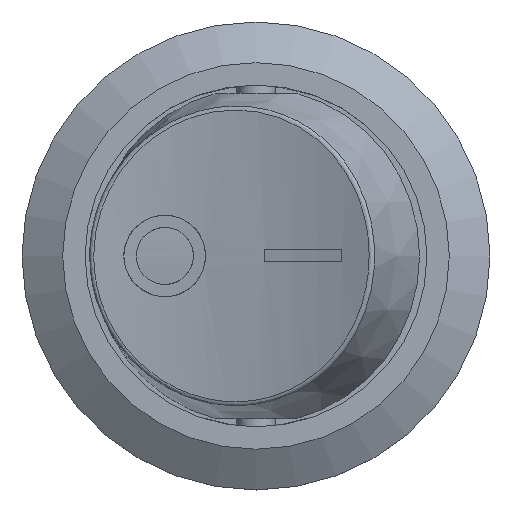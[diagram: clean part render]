
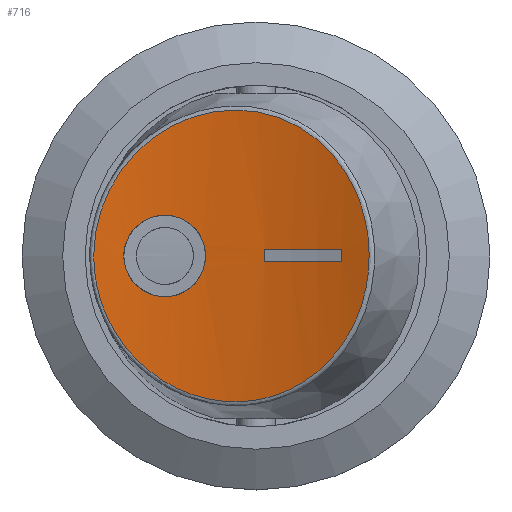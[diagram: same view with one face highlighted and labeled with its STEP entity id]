
A CAD part, top view. The second image highlights one B-rep face of the part: STEP entity #716.
In plain terms, the highlighted cylindrical face has radius 28.84 mm (diameter 57.68 mm), a partial arc.
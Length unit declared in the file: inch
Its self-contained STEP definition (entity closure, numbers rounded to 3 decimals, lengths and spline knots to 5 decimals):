
#325=CARTESIAN_POINT('',(-0.25566,0.,0.66785));
#326=VERTEX_POINT('',#325);
#459=CARTESIAN_POINT('',(-0.25562,0.0,0.66766));
#460=CARTESIAN_POINT('',(-0.25562,0.00989,0.66766));
#461=CARTESIAN_POINT('',(-0.2536,0.02042,0.66772));
#462=CARTESIAN_POINT('',(-0.24547,0.03977,0.66806));
#463=CARTESIAN_POINT('',(-0.23934,0.04859,0.66833));
#464=CARTESIAN_POINT('',(-0.22523,0.06259,0.66913));
#465=CARTESIAN_POINT('',(-0.21626,0.06867,0.6697));
#466=CARTESIAN_POINT('',(-0.19667,0.07675,0.67126));
#467=CARTESIAN_POINT('',(-0.18605,0.07874,0.67224));
#468=CARTESIAN_POINT('',(-0.16623,0.07874,0.67435));
#469=CARTESIAN_POINT('',(-0.15571,0.07678,0.67561));
#470=CARTESIAN_POINT('',(-0.13639,0.06875,0.67818));
#471=CARTESIAN_POINT('',(-0.12758,0.06269,0.67949));
#472=CARTESIAN_POINT('',(-0.11372,0.04869,0.68166));
#473=CARTESIAN_POINT('',(-0.10773,0.03984,0.68267));
#474=CARTESIAN_POINT('',(-0.09979,0.02044,0.68403));
#475=CARTESIAN_POINT('',(-0.09784,0.00989,0.68438));
#476=CARTESIAN_POINT('',(-0.09784,-0.00988,0.68438));
#477=CARTESIAN_POINT('',(-0.09979,-0.02042,0.68403));
#478=CARTESIAN_POINT('',(-0.10771,-0.03981,0.68267));
#479=CARTESIAN_POINT('',(-0.11369,-0.04866,0.68166));
#480=CARTESIAN_POINT('',(-0.12755,-0.06266,0.6795));
#481=CARTESIAN_POINT('',(-0.13636,-0.06874,0.67819));
#482=CARTESIAN_POINT('',(-0.15569,-0.07677,0.67561));
#483=CARTESIAN_POINT('',(-0.16622,-0.07874,0.67435));
#484=CARTESIAN_POINT('',(-0.18605,-0.07874,0.67224));
#485=CARTESIAN_POINT('',(-0.19667,-0.07675,0.67126));
#486=CARTESIAN_POINT('',(-0.21626,-0.06867,0.6697));
#487=CARTESIAN_POINT('',(-0.22523,-0.06259,0.66913));
#488=CARTESIAN_POINT('',(-0.23934,-0.04859,0.66833));
#489=CARTESIAN_POINT('',(-0.24547,-0.03977,0.66806));
#490=CARTESIAN_POINT('',(-0.2536,-0.02042,0.66772));
#491=CARTESIAN_POINT('',(-0.25562,-0.00989,0.66766));
#492=CARTESIAN_POINT('',(-0.25562,0.0,0.66766));
#493=B_SPLINE_CURVE_WITH_KNOTS('',3,(#459,#460,#461,#462,#463,#464,#465,#466,#467,#468,#469,#470,#471,#472,#473,#474,#475,#476,#477,#478,#479,#480,#481,#482,#483,#484,#485,#486,#487,#488,#489,#490,#491,#492),.UNSPECIFIED.,.T.,.U.,(4,2,2,2,2,2,2,2,2,2,2,2,2,2,2,2,4),(-0.47651,-0.44684,-0.41717,-0.38717,-0.35716,-0.32738,-0.2976,-0.26793,-0.23826,-0.20861,-0.17896,-0.14915,-0.11935,-0.08934,-0.05934,-0.02967,0.0),.UNSPECIFIED.);
#494=EDGE_CURVE('',#326,#326,#493,.T.);
#516=CARTESIAN_POINT('',(0.01722,-0.01181,0.71103));
#517=VERTEX_POINT('',#516);
#524=CARTESIAN_POINT('',(0.16629,-0.01181,0.76536));
#525=VERTEX_POINT('',#524);
#526=CARTESIAN_POINT('',(-0.29612,-0.01181,1.80237));
#527=DIRECTION('',(0.0,1.0,0.0));
#528=DIRECTION('',(-0.46,0.0,0.888));
#529=AXIS2_PLACEMENT_3D('',#526,#527,#528);
#530=CIRCLE('',#529,1.13544);
#531=EDGE_CURVE('',#525,#517,#530,.T.);
#555=CARTESIAN_POINT('',(0.01722,0.01181,0.71103));
#556=VERTEX_POINT('',#555);
#563=CARTESIAN_POINT('',(0.01722,-0.01181,0.71103));
#564=DIRECTION('',(0.0,1.0,0.0));
#565=VECTOR('',#564,0.02362);
#566=LINE('',#563,#565);
#567=EDGE_CURVE('',#517,#556,#566,.T.);
#587=CARTESIAN_POINT('',(0.16629,0.01181,0.76536));
#588=VERTEX_POINT('',#587);
#589=CARTESIAN_POINT('',(0.16629,0.01181,0.76536));
#590=DIRECTION('',(0.0,-1.0,0.0));
#591=VECTOR('',#590,0.02362);
#592=LINE('',#589,#591);
#593=EDGE_CURVE('',#588,#525,#592,.T.);
#617=CARTESIAN_POINT('',(-0.29612,0.01181,1.80237));
#618=DIRECTION('',(0.0,-1.0,0.0));
#619=DIRECTION('',(-0.46,0.0,0.888));
#620=AXIS2_PLACEMENT_3D('',#617,#618,#619);
#621=CIRCLE('',#620,1.13544);
#622=EDGE_CURVE('',#556,#588,#621,.T.);
#640=CARTESIAN_POINT('',(-0.29612,-0.31052,1.80237));
#641=DIRECTION('',(0.0,1.0,0.0));
#642=DIRECTION('',(-0.46,0.0,0.888));
#643=AXIS2_PLACEMENT_3D('',#640,#641,#642);
#644=CYLINDRICAL_SURFACE('',#643,1.13544);
#645=CARTESIAN_POINT('',(-0.31399,-0.00003,0.66708));
#646=VERTEX_POINT('',#645);
#647=CARTESIAN_POINT('',(-0.31399,-0.00003,0.66708));
#648=CARTESIAN_POINT('',(-0.31399,0.01042,0.66708));
#649=CARTESIAN_POINT('',(-0.31284,0.0312,0.66706));
#650=CARTESIAN_POINT('',(-0.30678,0.0675,0.66698));
#651=CARTESIAN_POINT('',(-0.29768,0.0964,0.66692));
#652=CARTESIAN_POINT('',(-0.2894,0.11555,0.66695));
#653=CARTESIAN_POINT('',(-0.27846,0.1391,0.66704));
#654=CARTESIAN_POINT('',(-0.26121,0.1672,0.66734));
#655=CARTESIAN_POINT('',(-0.23371,0.19881,0.66858));
#656=CARTESIAN_POINT('',(-0.20328,0.22695,0.67054));
#657=CARTESIAN_POINT('',(-0.17324,0.24668,0.67341));
#658=CARTESIAN_POINT('',(-0.14834,0.25852,0.67658));
#659=CARTESIAN_POINT('',(-0.12946,0.26665,0.67914));
#660=CARTESIAN_POINT('',(-0.10093,0.27601,0.68359));
#661=CARTESIAN_POINT('',(-0.06019,0.28256,0.69146));
#662=CARTESIAN_POINT('',(-0.01985,0.28256,0.7008));
#663=CARTESIAN_POINT('',(0.01678,0.27661,0.7107));
#664=CARTESIAN_POINT('',(0.04709,0.26704,0.71994));
#665=CARTESIAN_POINT('',(0.07124,0.25635,0.72792));
#666=CARTESIAN_POINT('',(0.09725,0.24155,0.73711));
#667=CARTESIAN_POINT('',(0.11995,0.22437,0.74582));
#668=CARTESIAN_POINT('',(0.13919,0.20589,0.75366));
#669=CARTESIAN_POINT('',(0.16585,0.17616,0.76493));
#670=CARTESIAN_POINT('',(0.19089,0.13478,0.77657));
#671=CARTESIAN_POINT('',(0.20543,0.0927,0.7837));
#672=CARTESIAN_POINT('',(0.21231,0.0658,0.78712));
#673=CARTESIAN_POINT('',(0.21737,0.0383,0.78967));
#674=CARTESIAN_POINT('',(0.21988,-0.00006,0.79096));
#675=CARTESIAN_POINT('',(0.21716,-0.04156,0.78956));
#676=CARTESIAN_POINT('',(0.20894,-0.08265,0.78542));
#677=CARTESIAN_POINT('',(0.19756,-0.11539,0.77984));
#678=CARTESIAN_POINT('',(0.18604,-0.14,0.77437));
#679=CARTESIAN_POINT('',(0.17282,-0.16372,0.76825));
#680=CARTESIAN_POINT('',(0.15613,-0.18725,0.7608));
#681=CARTESIAN_POINT('',(0.13692,-0.20831,0.75271));
#682=CARTESIAN_POINT('',(0.11746,-0.22629,0.74486));
#683=CARTESIAN_POINT('',(0.09205,-0.24519,0.73517));
#684=CARTESIAN_POINT('',(0.05812,-0.2632,0.72338));
#685=CARTESIAN_POINT('',(0.01418,-0.27809,0.70976));
#686=CARTESIAN_POINT('',(-0.02301,-0.28271,0.70003));
#687=CARTESIAN_POINT('',(-0.04997,-0.28215,0.69392));
#688=CARTESIAN_POINT('',(-0.07013,-0.28096,0.68954));
#689=CARTESIAN_POINT('',(-0.10053,-0.27611,0.68366));
#690=CARTESIAN_POINT('',(-0.13997,-0.26322,0.6775));
#691=CARTESIAN_POINT('',(-0.17677,-0.24464,0.67304));
#692=CARTESIAN_POINT('',(-0.20815,-0.22245,0.67023));
#693=CARTESIAN_POINT('',(-0.23373,-0.19879,0.66858));
#694=CARTESIAN_POINT('',(-0.25416,-0.17531,0.66766));
#695=CARTESIAN_POINT('',(-0.27063,-0.1516,0.66719));
#696=CARTESIAN_POINT('',(-0.28088,-0.1333,0.66703));
#697=CARTESIAN_POINT('',(-0.29127,-0.11211,0.66693));
#698=CARTESIAN_POINT('',(-0.29981,-0.09031,0.66693));
#699=CARTESIAN_POINT('',(-0.31075,-0.0499,0.66702));
#700=CARTESIAN_POINT('',(-0.31398,-0.02092,0.66708));
#701=CARTESIAN_POINT('',(-0.31399,-0.00003,0.66708));
#702=B_SPLINE_CURVE_WITH_KNOTS('',3,(#647,#648,#649,#650,#651,#652,#653,#654,#655,#656,#657,#658,#659,#660,#661,#662,#663,#664,#665,#666,#667,#668,#669,#670,#671,#672,#673,#674,#675,#676,#677,#678,#679,#680,#681,#682,#683,#684,#685,#686,#687,#688,#689,#690,#691,#692,#693,#694,#695,#696,#697,#698,#699,#700,#701),.UNSPECIFIED.,.T.,.U.,(4,1,1,1,1,1,1,1,1,1,1,1,1,1,1,1,1,1,1,1,1,1,1,1,1,1,1,1,1,1,1,1,1,1,1,1,1,1,1,1,1,1,1,1,1,1,1,1,1,1,1,1,4),(-6.65826,-6.579,-6.49973,-6.38084,-6.35111,-6.3412,-6.18267,-6.10341,-6.02414,-5.86561,-5.83259,-5.81277,-5.70708,-5.6014,-5.49571,-5.39002,-5.31076,-5.2447,-5.17865,-5.07296,-5.02012,-4.96728,-4.7559,-4.65022,-4.62379,-4.54453,-4.43884,-4.33316,-4.22747,-4.12178,-4.06894,-4.0161,-3.91041,-3.84435,-3.79151,-3.69904,-3.59335,-3.48766,-3.32913,-3.30271,-3.27629,-3.1706,-3.06492,-2.95923,-2.85354,-2.77428,-2.69501,-2.61575,-2.5563,-2.53648,-2.4374,-2.37795,-2.21942),.UNSPECIFIED.);
#703=EDGE_CURVE('',#646,#646,#702,.T.);
#704=ORIENTED_EDGE('',*,*,#703,.F.);
#705=EDGE_LOOP('',(#704));
#706=FACE_OUTER_BOUND('',#705,.T.);
#707=ORIENTED_EDGE('',*,*,#531,.T.);
#708=ORIENTED_EDGE('',*,*,#567,.T.);
#709=ORIENTED_EDGE('',*,*,#622,.T.);
#710=ORIENTED_EDGE('',*,*,#593,.T.);
#711=EDGE_LOOP('',(#707,#708,#709,#710));
#712=FACE_BOUND('',#711,.T.);
#713=ORIENTED_EDGE('',*,*,#494,.T.);
#714=EDGE_LOOP('',(#713));
#715=FACE_BOUND('',#714,.T.);
#716=ADVANCED_FACE('',(#706,#712,#715),#644,.F.);
